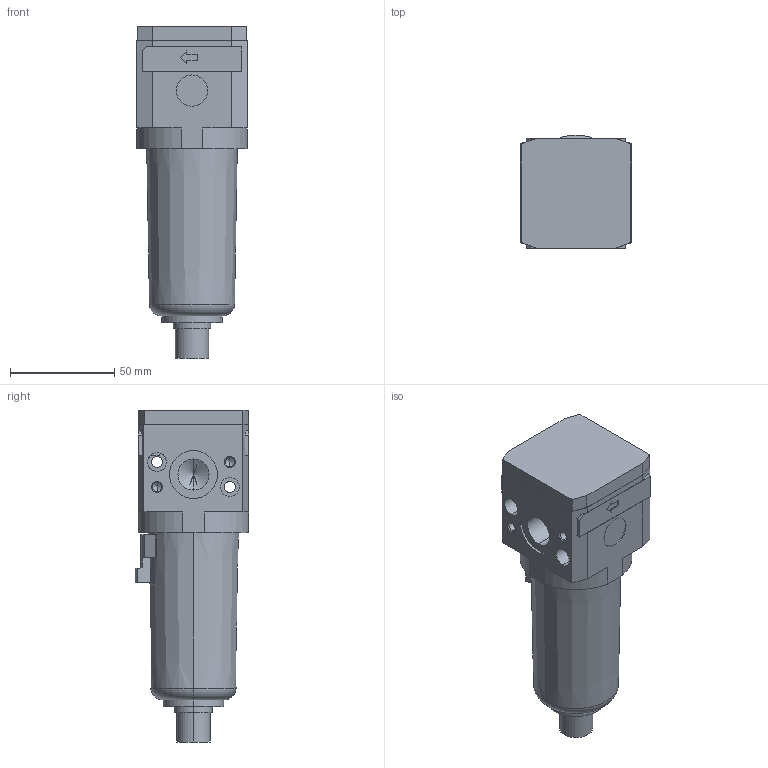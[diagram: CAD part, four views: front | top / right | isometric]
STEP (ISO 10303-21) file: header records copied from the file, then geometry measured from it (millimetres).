
FILE_DESCRIPTION((''),'2;1');
FILE_NAME('17201B_.stp','2003-06-16T14:53:56',('maffial1'),(''),'Autodesk Inventor 7','Autodesk Inventor 7','');
FILE_SCHEMA(('AUTOMOTIVE_DESIGN { 1 0 10303 214 1 1 1 1 }'));
Length unit declared in the file: millimetre
Products named in the file (1): 17201B_
Bounding box: 53 x 54.39 x 159.5 mm (x, y, z)
Volume: 264302 mm3; surface area: 39216 mm2
Topology: 1 solids, 3 shells, 173 faces, 430 edges, 272 vertices
Faces by surface type: plane 70, bspline 54, cylinder 34, cone 13, torus 2
Entity records: 5441 total; most frequent: CARTESIAN_POINT 1418, ORIENTED_EDGE 836, DIRECTION 788, EDGE_CURVE 418, VECTOR 288, LINE 288, VERTEX_POINT 272, AXIS2_PLACEMENT_3D 250
